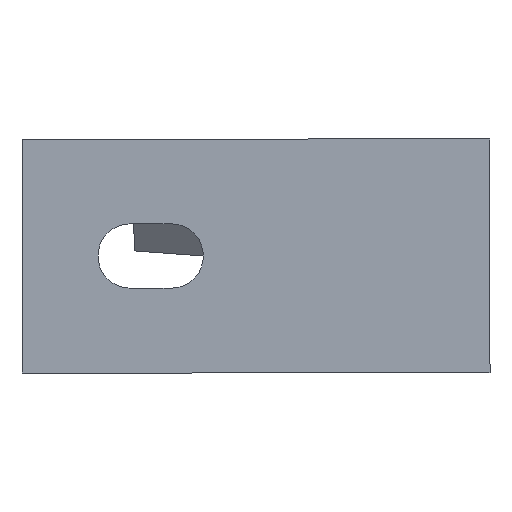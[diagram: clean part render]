
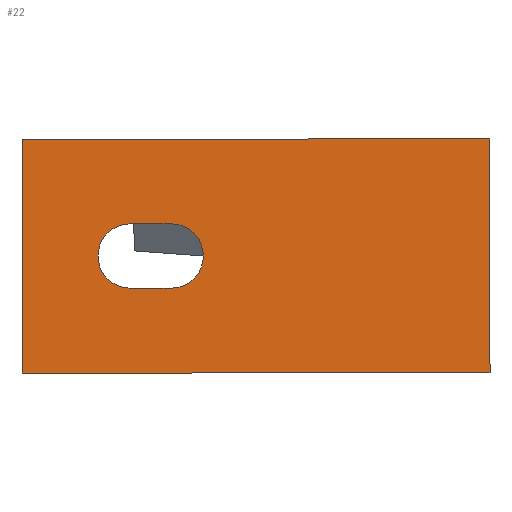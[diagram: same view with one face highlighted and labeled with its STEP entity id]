
A CAD part, left-side view. The second image highlights one B-rep face of the part: STEP entity #22.
In plain terms, the highlighted face is planar.
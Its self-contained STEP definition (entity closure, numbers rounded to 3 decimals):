
#10 = ORIENTED_EDGE ( 'NONE', *, *, #245, .F. ) ;
#22 = ADVANCED_FACE ( 'NONE', ( #1109, #2187 ), #179, .T. ) ;
#38 = VERTEX_POINT ( 'NONE', #1486 ) ;
#163 = DIRECTION ( 'NONE',  ( -1., 0., 0. ) ) ;
#179 = PLANE ( 'NONE',  #2098 ) ;
#221 = ORIENTED_EDGE ( 'NONE', *, *, #1776, .F. ) ;
#245 = EDGE_CURVE ( 'NONE', #1263, #658, #1410, .T. ) ;
#336 = DIRECTION ( 'NONE',  ( 0., -1., 0. ) ) ;
#350 = CARTESIAN_POINT ( 'NONE',  ( -20., 80., -6. ) ) ;
#366 = CARTESIAN_POINT ( 'NONE',  ( -20., 80., -6. ) ) ;
#368 = CARTESIAN_POINT ( 'NONE',  ( 5.5, 54.5, -6. ) ) ;
#389 = EDGE_CURVE ( 'NONE', #38, #1263, #2184, .T. ) ;
#392 = EDGE_LOOP ( 'NONE', ( #2148, #1935, #1125, #2290 ) ) ;
#440 = VECTOR ( 'NONE', #1190, 1000. ) ;
#455 = DIRECTION ( 'NONE',  ( 1., 0., 0. ) ) ;
#481 = CARTESIAN_POINT ( 'NONE',  ( -5.5, 54.5, -6. ) ) ;
#503 = LINE ( 'NONE', #2112, #440 ) ;
#538 = EDGE_CURVE ( 'NONE', #1525, #545, #573, .T. ) ;
#545 = VERTEX_POINT ( 'NONE', #2236 ) ;
#565 = CARTESIAN_POINT ( 'NONE',  ( -5.5, 54.5, -6. ) ) ;
#571 = CARTESIAN_POINT ( 'NONE',  ( 20., 0., -6. ) ) ;
#573 = CIRCLE ( 'NONE', #1927, 5.5 ) ;
#658 = VERTEX_POINT ( 'NONE', #1046 ) ;
#717 = DIRECTION ( 'NONE',  ( -1., 0., 0. ) ) ;
#723 = VECTOR ( 'NONE', #1670, 1000. ) ;
#746 = EDGE_LOOP ( 'NONE', ( #10, #1920, #221, #1096 ) ) ;
#845 = CARTESIAN_POINT ( 'NONE',  ( 20., 0., -6. ) ) ;
#853 = CARTESIAN_POINT ( 'NONE',  ( 0., 61.5, -6. ) ) ;
#867 = VECTOR ( 'NONE', #1588, 1000. ) ;
#875 = VERTEX_POINT ( 'NONE', #571 ) ;
#926 = VERTEX_POINT ( 'NONE', #1181 ) ;
#937 = LINE ( 'NONE', #368, #723 ) ;
#1027 = VECTOR ( 'NONE', #336, 1000. ) ;
#1046 = CARTESIAN_POINT ( 'NONE',  ( -20., 0., -6. ) ) ;
#1066 = EDGE_CURVE ( 'NONE', #658, #875, #503, .T. ) ;
#1096 = ORIENTED_EDGE ( 'NONE', *, *, #1066, .F. ) ;
#1109 = FACE_BOUND ( 'NONE', #392, .T. ) ;
#1125 = ORIENTED_EDGE ( 'NONE', *, *, #1911, .T. ) ;
#1174 = CARTESIAN_POINT ( 'NONE',  ( -20., 80., -6. ) ) ;
#1181 = CARTESIAN_POINT ( 'NONE',  ( -5.5, 61.5, -6. ) ) ;
#1190 = DIRECTION ( 'NONE',  ( 1., 0., 0. ) ) ;
#1249 = VERTEX_POINT ( 'NONE', #1266 ) ;
#1263 = VERTEX_POINT ( 'NONE', #1174 ) ;
#1266 = CARTESIAN_POINT ( 'NONE',  ( 5.5, 61.5, -6. ) ) ;
#1382 = CARTESIAN_POINT ( 'NONE',  ( 0., 54.5, -6. ) ) ;
#1410 = LINE ( 'NONE', #1807, #1899 ) ;
#1486 = CARTESIAN_POINT ( 'NONE',  ( 20., 80., -6. ) ) ;
#1525 = VERTEX_POINT ( 'NONE', #565 ) ;
#1588 = DIRECTION ( 'NONE',  ( 0., 1., 0. ) ) ;
#1623 = DIRECTION ( 'NONE',  ( 1., 0., 0. ) ) ;
#1646 = DIRECTION ( 'NONE',  ( 0., 0., 1. ) ) ;
#1655 = AXIS2_PLACEMENT_3D ( 'NONE', #853, #1646, #1623 ) ;
#1670 = DIRECTION ( 'NONE',  ( 0., 1., 0. ) ) ;
#1757 = EDGE_CURVE ( 'NONE', #926, #1525, #1991, .T. ) ;
#1776 = EDGE_CURVE ( 'NONE', #875, #38, #1817, .T. ) ;
#1807 = CARTESIAN_POINT ( 'NONE',  ( -20., 0., -6. ) ) ;
#1817 = LINE ( 'NONE', #845, #867 ) ;
#1899 = VECTOR ( 'NONE', #1959, 1000. ) ;
#1911 = EDGE_CURVE ( 'NONE', #1249, #926, #2291, .T. ) ;
#1920 = ORIENTED_EDGE ( 'NONE', *, *, #389, .F. ) ;
#1927 = AXIS2_PLACEMENT_3D ( 'NONE', #1382, #2067, #455 ) ;
#1935 = ORIENTED_EDGE ( 'NONE', *, *, #2120, .T. ) ;
#1959 = DIRECTION ( 'NONE',  ( 0., -1., 0. ) ) ;
#1991 = LINE ( 'NONE', #481, #1027 ) ;
#2020 = VECTOR ( 'NONE', #717, 1000. ) ;
#2045 = DIRECTION ( 'NONE',  ( 0., 0., -1. ) ) ;
#2067 = DIRECTION ( 'NONE',  ( 0., 0., 1. ) ) ;
#2098 = AXIS2_PLACEMENT_3D ( 'NONE', #366, #2045, #163 ) ;
#2112 = CARTESIAN_POINT ( 'NONE',  ( -20., 0., -6. ) ) ;
#2120 = EDGE_CURVE ( 'NONE', #545, #1249, #937, .T. ) ;
#2148 = ORIENTED_EDGE ( 'NONE', *, *, #538, .T. ) ;
#2184 = LINE ( 'NONE', #350, #2020 ) ;
#2187 = FACE_OUTER_BOUND ( 'NONE', #746, .T. ) ;
#2236 = CARTESIAN_POINT ( 'NONE',  ( 5.5, 54.5, -6. ) ) ;
#2290 = ORIENTED_EDGE ( 'NONE', *, *, #1757, .T. ) ;
#2291 = CIRCLE ( 'NONE', #1655, 5.5 ) ;
